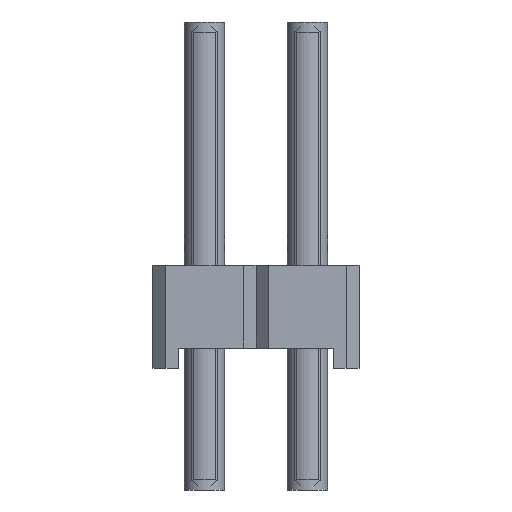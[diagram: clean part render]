
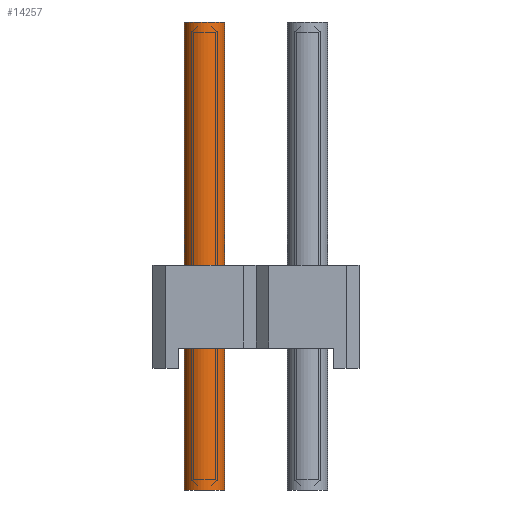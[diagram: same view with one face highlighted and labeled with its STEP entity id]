
A CAD part, left-side view. The second image highlights one B-rep face of the part: STEP entity #14257.
In plain terms, the highlighted cylindrical face has radius 0.5 mm (diameter 1 mm), a full revolution.
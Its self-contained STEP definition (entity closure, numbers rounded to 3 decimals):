
#271=CIRCLE('',#15024,0.5);
#272=CIRCLE('',#15025,0.5);
#780=CYLINDRICAL_SURFACE('',#15023,0.5);
#1141=ORIENTED_EDGE('',*,*,#5355,.F.);
#1142=ORIENTED_EDGE('',*,*,#5356,.T.);
#5355=EDGE_CURVE('',#7471,#7471,#271,.T.);
#5356=EDGE_CURVE('',#7472,#7472,#272,.T.);
#7471=VERTEX_POINT('',#20586);
#7472=VERTEX_POINT('',#20588);
#12115=EDGE_LOOP('',(#1141));
#12116=EDGE_LOOP('',(#1142));
#12955=FACE_BOUND('',#12115,.T.);
#12956=FACE_BOUND('',#12116,.T.);
#14257=ADVANCED_FACE('',(#12955,#12956),#780,.F.);
#15023=AXIS2_PLACEMENT_3D('',#20584,#16383,#16384);
#15024=AXIS2_PLACEMENT_3D('',#20585,#16385,#16386);
#15025=AXIS2_PLACEMENT_3D('',#20587,#16387,#16388);
#16383=DIRECTION('',(0.,0.,1.));
#16384=DIRECTION('',(1.,0.,0.));
#16385=DIRECTION('',(0.,0.,-1.));
#16386=DIRECTION('',(1.,0.,0.));
#16387=DIRECTION('',(0.,0.,-1.));
#16388=DIRECTION('',(1.,0.,0.));
#20584=CARTESIAN_POINT('',(0.,0.,0.));
#20585=CARTESIAN_POINT('',(0.,0.,11.54));
#20586=CARTESIAN_POINT('',(0.5,0.,11.54));
#20587=CARTESIAN_POINT('',(0.,0.,0.));
#20588=CARTESIAN_POINT('',(0.5,0.,0.));
